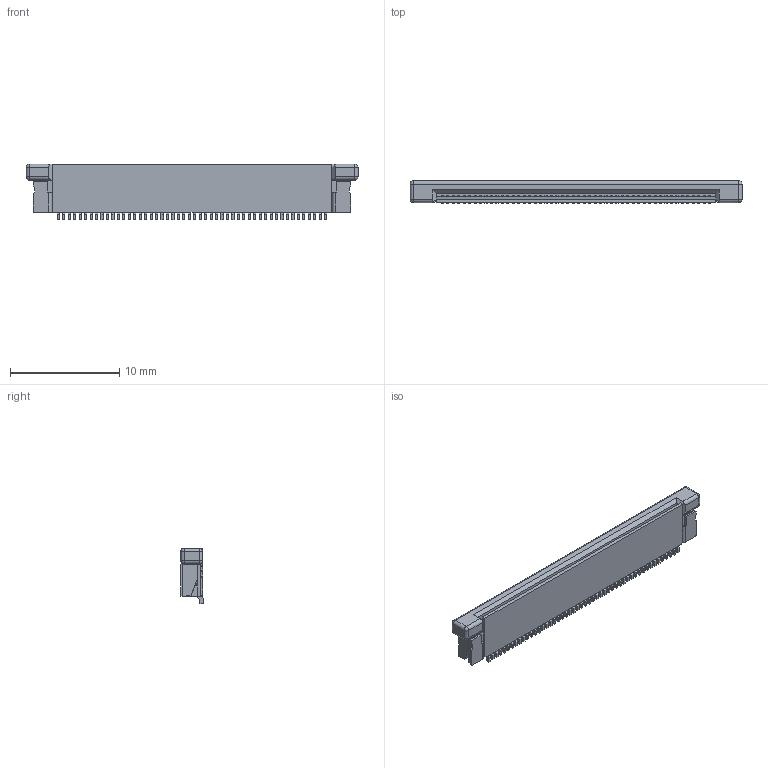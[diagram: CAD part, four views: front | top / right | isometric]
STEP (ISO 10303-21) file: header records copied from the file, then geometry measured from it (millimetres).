
FILE_DESCRIPTION((''),'2;1');
FILE_NAME('C-5-1734592-0','2013-12-31T',('workeradm'),('Tyco Electronics Ltd.'),'PRO/ENGINEER BY PARAMETRIC TECHNOLOGY CORPORATION, 2013050','PRO/ENGINEER BY PARAMETRIC TECHNOLOGY CORPORATION, 2013050','');
FILE_SCHEMA(('AUTOMOTIVE_DESIGN { 1 0 10303 214 1 1 1 1 }'));
Length unit declared in the file: millimetre
Products named in the file (1): C-5-1734592-0
Bounding box: 30.43 x 2.05 x 5.11 mm (x, y, z)
Volume: 220.9 mm3; surface area: 670.1 mm2
Topology: 1 solids, 1 shells, 764 faces, 2114 edges, 1392 vertices
Faces by surface type: plane 676, cylinder 80, sphere 8
Entity records: 24150 total; most frequent: CARTESIAN_POINT 4292, ORIENTED_EDGE 4228, DIRECTION 3796, EDGE_CURVE 2114, VECTOR 1948, LINE 1948, VERTEX_POINT 1392, AXIS2_PLACEMENT_3D 924
